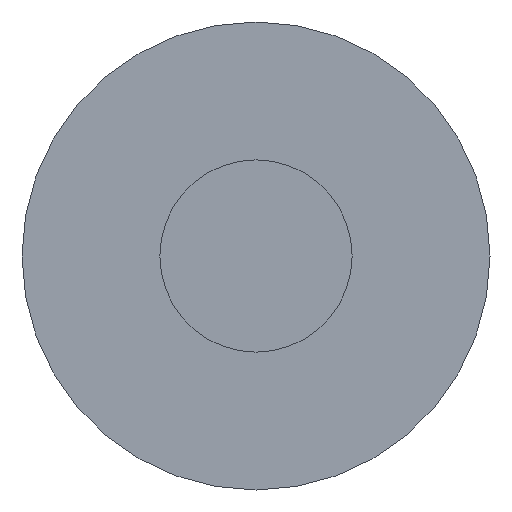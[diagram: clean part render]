
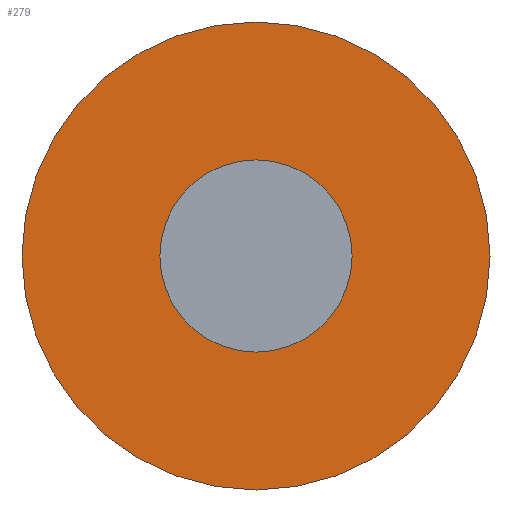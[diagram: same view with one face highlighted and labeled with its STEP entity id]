
A CAD part, front view. The second image highlights one B-rep face of the part: STEP entity #279.
In plain terms, the highlighted planar face has unit normal (0, -1, 0).
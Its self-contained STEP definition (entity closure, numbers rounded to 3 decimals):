
#8 = DIRECTION ( 'NONE',  ( 0., -1., 0. ) ) ;
#9 = DIRECTION ( 'NONE',  ( 0., 0., -1. ) ) ;
#33 = CARTESIAN_POINT ( 'NONE',  ( 0., 15., -7.6 ) ) ;
#43 = AXIS2_PLACEMENT_3D ( 'NONE', #196, #75, #220 ) ;
#48 = CIRCLE ( 'NONE', #275, 18.5 ) ;
#57 = CIRCLE ( 'NONE', #43, 7.6 ) ;
#72 = CARTESIAN_POINT ( 'NONE',  ( 0., 15., 7.6 ) ) ;
#75 = DIRECTION ( 'NONE',  ( 0., -1., 0. ) ) ;
#83 = EDGE_CURVE ( 'NONE', #221, #125, #243, .T. ) ;
#90 = FACE_OUTER_BOUND ( 'NONE', #281, .T. ) ;
#95 = VERTEX_POINT ( 'NONE', #171 ) ;
#105 = ORIENTED_EDGE ( 'NONE', *, *, #165, .F. ) ;
#115 = DIRECTION ( 'NONE',  ( 0., 0., -1. ) ) ;
#117 = CARTESIAN_POINT ( 'NONE',  ( 0., 15., 18.5 ) ) ;
#125 = VERTEX_POINT ( 'NONE', #72 ) ;
#126 = EDGE_CURVE ( 'NONE', #95, #185, #159, .T. ) ;
#129 = CARTESIAN_POINT ( 'NONE',  ( 0., 15., 0. ) ) ;
#131 = DIRECTION ( 'NONE',  ( 0., -1., 0. ) ) ;
#135 = PLANE ( 'NONE',  #278 ) ;
#153 = DIRECTION ( 'NONE',  ( 0., 0., -1. ) ) ;
#154 = EDGE_CURVE ( 'NONE', #185, #95, #48, .T. ) ;
#155 = EDGE_LOOP ( 'NONE', ( #218, #105 ) ) ;
#157 = CARTESIAN_POINT ( 'NONE',  ( 7.6, 15., 0. ) ) ;
#159 = CIRCLE ( 'NONE', #245, 18.5 ) ;
#165 = EDGE_CURVE ( 'NONE', #125, #221, #57, .T. ) ;
#171 = CARTESIAN_POINT ( 'NONE',  ( 0., 15., -18.5 ) ) ;
#177 = DIRECTION ( 'NONE',  ( 0., 0., -1. ) ) ;
#182 = AXIS2_PLACEMENT_3D ( 'NONE', #216, #241, #115 ) ;
#185 = VERTEX_POINT ( 'NONE', #117 ) ;
#196 = CARTESIAN_POINT ( 'NONE',  ( 0., 15., 0. ) ) ;
#206 = ORIENTED_EDGE ( 'NONE', *, *, #126, .T. ) ;
#210 = FACE_BOUND ( 'NONE', #155, .T. ) ;
#216 = CARTESIAN_POINT ( 'NONE',  ( 0., 15., 0. ) ) ;
#218 = ORIENTED_EDGE ( 'NONE', *, *, #83, .F. ) ;
#220 = DIRECTION ( 'NONE',  ( 0., 0., -1. ) ) ;
#221 = VERTEX_POINT ( 'NONE', #33 ) ;
#235 = ORIENTED_EDGE ( 'NONE', *, *, #154, .T. ) ;
#241 = DIRECTION ( 'NONE',  ( 0., -1., 0. ) ) ;
#243 = CIRCLE ( 'NONE', #182, 7.6 ) ;
#245 = AXIS2_PLACEMENT_3D ( 'NONE', #129, #8, #153 ) ;
#249 = DIRECTION ( 'NONE',  ( 0., -1., 0. ) ) ;
#265 = CARTESIAN_POINT ( 'NONE',  ( 0., 15., 0. ) ) ;
#275 = AXIS2_PLACEMENT_3D ( 'NONE', #265, #131, #9 ) ;
#278 = AXIS2_PLACEMENT_3D ( 'NONE', #157, #249, #177 ) ;
#279 = ADVANCED_FACE ( 'NONE', ( #90, #210 ), #135, .T. ) ;
#281 = EDGE_LOOP ( 'NONE', ( #206, #235 ) ) ;
